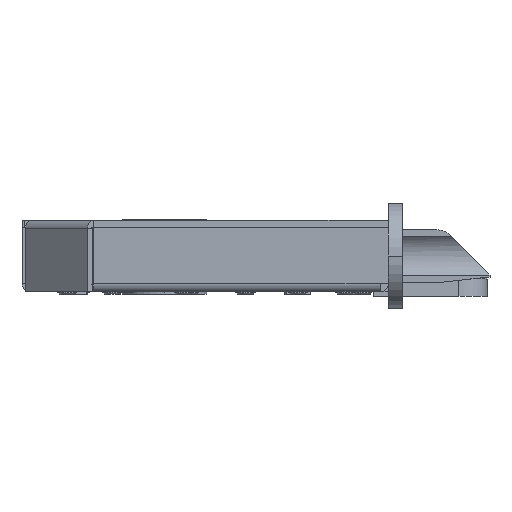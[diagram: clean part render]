
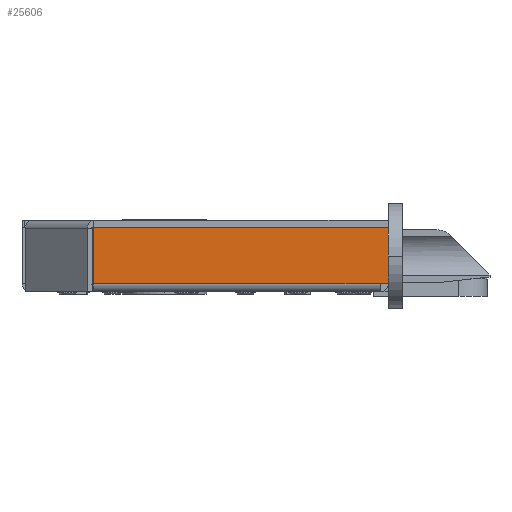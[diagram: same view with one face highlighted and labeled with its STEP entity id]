
A CAD part, left-side view. The second image highlights one B-rep face of the part: STEP entity #25606.
In plain terms, the highlighted planar face has unit normal (-1, 0, 0).
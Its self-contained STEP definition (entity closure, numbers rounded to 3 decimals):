
#866 = DIRECTION ( 'NONE',  ( 0., 0., -1. ) ) ;
#1528 = CARTESIAN_POINT ( 'NONE',  ( -1.7, -1.7, 0.2 ) ) ;
#1661 = CARTESIAN_POINT ( 'NONE',  ( -1.7, -1.7, 12. ) ) ;
#1897 = VECTOR ( 'NONE', #2057, 1000. ) ;
#2057 = DIRECTION ( 'NONE',  ( 0., -1., 0. ) ) ;
#3163 = VECTOR ( 'NONE', #866, 1000. ) ;
#3681 = CARTESIAN_POINT ( 'NONE',  ( -1.7, -1.7, 0.2 ) ) ;
#4108 = DIRECTION ( 'NONE',  ( 0., 0., 1. ) ) ;
#4843 = VECTOR ( 'NONE', #26558, 1000. ) ;
#5067 = EDGE_CURVE ( 'NONE', #9878, #13496, #25614, .T. ) ;
#5611 = DIRECTION ( 'NONE',  ( 0., 0., -1. ) ) ;
#6652 = CARTESIAN_POINT ( 'NONE',  ( -1.7, 0., 0.2 ) ) ;
#7277 = LINE ( 'NONE', #22445, #22626 ) ;
#8610 = ORIENTED_EDGE ( 'NONE', *, *, #11298, .F. ) ;
#8809 = VERTEX_POINT ( 'NONE', #1661 ) ;
#8902 = EDGE_LOOP ( 'NONE', ( #8610, #18976, #13659, #19393, #13603 ) ) ;
#9088 = CARTESIAN_POINT ( 'NONE',  ( -1.7, 60.3, 12. ) ) ;
#9878 = VERTEX_POINT ( 'NONE', #6652 ) ;
#9950 = LINE ( 'NONE', #19505, #4843 ) ;
#9955 = FACE_OUTER_BOUND ( 'NONE', #8902, .T. ) ;
#10747 = DIRECTION ( 'NONE',  ( 0., 1., 0. ) ) ;
#11014 = VERTEX_POINT ( 'NONE', #26607 ) ;
#11298 = EDGE_CURVE ( 'NONE', #9878, #14689, #9950, .T. ) ;
#11556 = AXIS2_PLACEMENT_3D ( 'NONE', #9088, #20818, #5611 ) ;
#11707 = VECTOR ( 'NONE', #4108, 1000. ) ;
#13496 = VERTEX_POINT ( 'NONE', #1528 ) ;
#13603 = ORIENTED_EDGE ( 'NONE', *, *, #25794, .T. ) ;
#13659 = ORIENTED_EDGE ( 'NONE', *, *, #24936, .T. ) ;
#13861 = CARTESIAN_POINT ( 'NONE',  ( -1.7, 0., 0.2 ) ) ;
#14689 = VERTEX_POINT ( 'NONE', #17452 ) ;
#15007 = CARTESIAN_POINT ( 'NONE',  ( -1.7, 60.3, 12. ) ) ;
#17452 = CARTESIAN_POINT ( 'NONE',  ( -1.7, 60.3, 0.2 ) ) ;
#18976 = ORIENTED_EDGE ( 'NONE', *, *, #5067, .T. ) ;
#19393 = ORIENTED_EDGE ( 'NONE', *, *, #22760, .T. ) ;
#19505 = CARTESIAN_POINT ( 'NONE',  ( -1.7, 60.3, 0.2 ) ) ;
#20661 = LINE ( 'NONE', #3681, #11707 ) ;
#20818 = DIRECTION ( 'NONE',  ( 1., 0., 0. ) ) ;
#22445 = CARTESIAN_POINT ( 'NONE',  ( -1.7, 60.3, 12. ) ) ;
#22626 = VECTOR ( 'NONE', #10747, 1000. ) ;
#22760 = EDGE_CURVE ( 'NONE', #8809, #11014, #7277, .T. ) ;
#24307 = PLANE ( 'NONE',  #11556 ) ;
#24510 = LINE ( 'NONE', #15007, #3163 ) ;
#24936 = EDGE_CURVE ( 'NONE', #13496, #8809, #20661, .T. ) ;
#25606 = ADVANCED_FACE ( 'NONE', ( #9955 ), #24307, .F. ) ;
#25614 = LINE ( 'NONE', #13861, #1897 ) ;
#25794 = EDGE_CURVE ( 'NONE', #11014, #14689, #24510, .T. ) ;
#26558 = DIRECTION ( 'NONE',  ( 0., 1., 0. ) ) ;
#26607 = CARTESIAN_POINT ( 'NONE',  ( -1.7, 60.3, 12. ) ) ;
